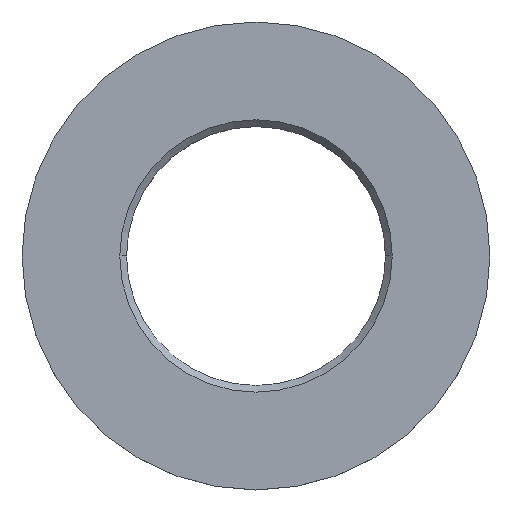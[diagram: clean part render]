
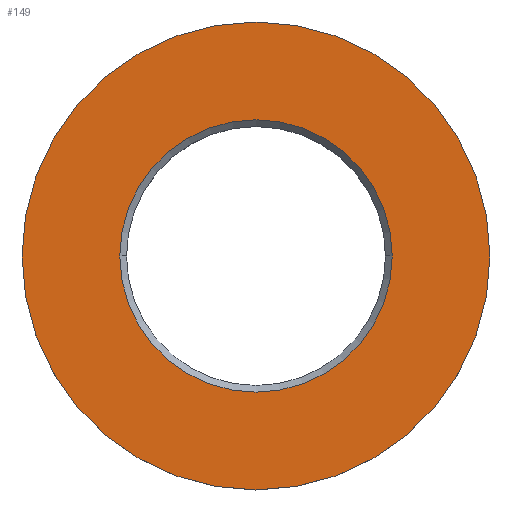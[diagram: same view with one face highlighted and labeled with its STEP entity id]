
A CAD part, top view. The second image highlights one B-rep face of the part: STEP entity #149.
In plain terms, the highlighted planar face has unit normal (0, 0, 1).
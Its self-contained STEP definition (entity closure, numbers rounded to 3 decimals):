
#69=VERTEX_POINT('',#172);
#77=VERTEX_POINT('',#180);
#85=VERTEX_POINT('',#188);
#93=EDGE_CURVE('',#117,#77,#197,.T.);
#95=EDGE_CURVE('',#85,#69,#199,.T.);
#105=EDGE_CURVE('',#69,#85,#210,.T.);
#117=VERTEX_POINT('',#222);
#119=EDGE_CURVE('',#77,#117,#224,.T.);
#149=ADVANCED_FACE('',(#261,#262),#263,.T.);
#172=CARTESIAN_POINT('',(-16.3,0.,11.2));
#180=CARTESIAN_POINT('',(28.,0.,11.2));
#188=CARTESIAN_POINT('',(16.3,0.,11.2));
#197=CIRCLE('',#307,28.0);
#199=CIRCLE('',#310,16.3);
#210=CIRCLE('',#326,16.3);
#222=CARTESIAN_POINT('',(-28.0,0.,11.2));
#224=CIRCLE('',#345,28.0);
#261=FACE_OUTER_BOUND('',#389,.T.);
#262=FACE_BOUND('',#390,.T.);
#263=PLANE('',#391);
#307=AXIS2_PLACEMENT_3D('',#422,#423,#424);
#310=AXIS2_PLACEMENT_3D('',#425,#426,#427);
#326=AXIS2_PLACEMENT_3D('',#443,#444,#445);
#345=AXIS2_PLACEMENT_3D('',#452,#453,#454);
#389=EDGE_LOOP('',(#515,#516));
#390=EDGE_LOOP('',(#517,#518));
#391=AXIS2_PLACEMENT_3D('',#519,#520,#521);
#422=CARTESIAN_POINT('',(0.,0.,11.2));
#423=DIRECTION('',(-0.0,0.0,-1.0));
#424=DIRECTION('',(-1.0,0.,0.0));
#425=CARTESIAN_POINT('',(0.,0.,11.2));
#426=DIRECTION('',(-0.0,0.0,-1.0));
#427=DIRECTION('',(-1.0,0.,0.0));
#443=CARTESIAN_POINT('',(0.,0.,11.2));
#444=DIRECTION('',(-0.0,0.0,-1.0));
#445=DIRECTION('',(-1.0,0.,0.0));
#452=CARTESIAN_POINT('',(0.,0.,11.2));
#453=DIRECTION('',(-0.0,0.0,-1.0));
#454=DIRECTION('',(-1.0,0.,0.0));
#515=ORIENTED_EDGE('',*,*,#93,.F.);
#516=ORIENTED_EDGE('',*,*,#119,.F.);
#517=ORIENTED_EDGE('',*,*,#105,.T.);
#518=ORIENTED_EDGE('',*,*,#95,.T.);
#519=CARTESIAN_POINT('',(-22.15,0.,11.2));
#520=DIRECTION('',(0.0,0.0,1.0));
#521=DIRECTION('',(-1.0,0.,0.0));
